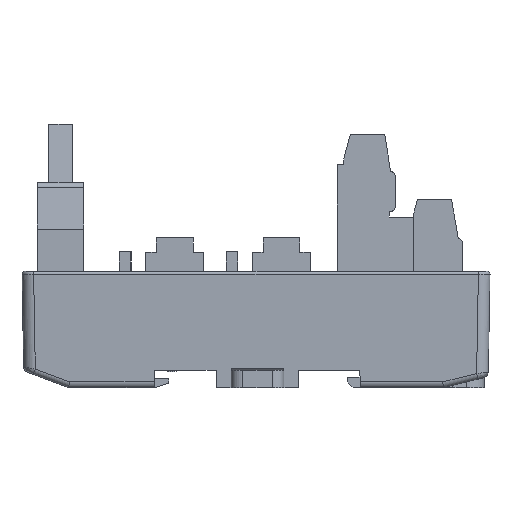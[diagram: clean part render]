
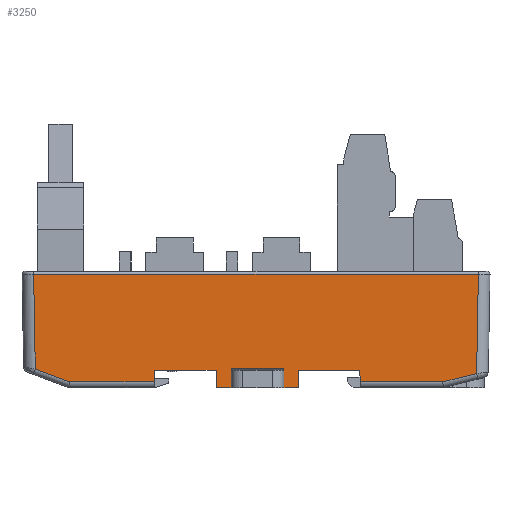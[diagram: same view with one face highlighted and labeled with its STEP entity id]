
A CAD part, left-side view. The second image highlights one B-rep face of the part: STEP entity #3250.
In plain terms, the highlighted planar face has unit normal (-1, 0, -0.018).
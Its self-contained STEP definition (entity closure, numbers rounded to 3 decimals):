
#1962=FACE_OUTER_BOUND('',#6459,.T.);
#3250=ADVANCED_FACE('',(#1962),#4634,.T.);
#4634=PLANE('',#27414);
#6459=EDGE_LOOP('',(#8900,#8901,#8902,#8903,#8904,#8905,#8906,#8907,#8908,
#8909,#8910,#8911,#8912,#8913,#8914,#8915,#8916,#8917));
#8900=ORIENTED_EDGE('',*,*,#18327,.T.);
#8901=ORIENTED_EDGE('',*,*,#18328,.T.);
#8902=ORIENTED_EDGE('',*,*,#18329,.T.);
#8903=ORIENTED_EDGE('',*,*,#18330,.T.);
#8904=ORIENTED_EDGE('',*,*,#18331,.T.);
#8905=ORIENTED_EDGE('',*,*,#18127,.F.);
#8906=ORIENTED_EDGE('',*,*,#18072,.F.);
#8907=ORIENTED_EDGE('',*,*,#18308,.F.);
#8908=ORIENTED_EDGE('',*,*,#18296,.F.);
#8909=ORIENTED_EDGE('',*,*,#18148,.T.);
#8910=ORIENTED_EDGE('',*,*,#18310,.F.);
#8911=ORIENTED_EDGE('',*,*,#18144,.T.);
#8912=ORIENTED_EDGE('',*,*,#18292,.F.);
#8913=ORIENTED_EDGE('',*,*,#18313,.T.);
#8914=ORIENTED_EDGE('',*,*,#18062,.F.);
#8915=ORIENTED_EDGE('',*,*,#18228,.F.);
#8916=ORIENTED_EDGE('',*,*,#18332,.T.);
#8917=ORIENTED_EDGE('',*,*,#18333,.T.);
#15653=VERTEX_POINT('',#36103);
#15654=VERTEX_POINT('',#36105);
#15663=VERTEX_POINT('',#36123);
#15664=VERTEX_POINT('',#36125);
#15716=VERTEX_POINT('',#36235);
#15731=VERTEX_POINT('',#36267);
#15732=VERTEX_POINT('',#36269);
#15734=VERTEX_POINT('',#36275);
#15735=VERTEX_POINT('',#36277);
#15800=VERTEX_POINT('',#36446);
#15842=VERTEX_POINT('',#36575);
#15843=VERTEX_POINT('',#36579);
#15850=VERTEX_POINT('',#36645);
#15851=VERTEX_POINT('',#36646);
#15852=VERTEX_POINT('',#36648);
#15853=VERTEX_POINT('',#36650);
#15854=VERTEX_POINT('',#36652);
#15855=VERTEX_POINT('',#36655);
#18062=EDGE_CURVE('',#15653,#15654,#21610,.T.);
#18072=EDGE_CURVE('',#15663,#15664,#21618,.T.);
#18127=EDGE_CURVE('',#15664,#15716,#21671,.T.);
#18144=EDGE_CURVE('',#15732,#15731,#21686,.T.);
#18148=EDGE_CURVE('',#15735,#15734,#21690,.T.);
#18228=EDGE_CURVE('',#15800,#15653,#21758,.T.);
#18292=EDGE_CURVE('',#15842,#15731,#21813,.T.);
#18296=EDGE_CURVE('',#15735,#15843,#21816,.T.);
#18308=EDGE_CURVE('',#15843,#15663,#21824,.T.);
#18310=EDGE_CURVE('',#15732,#15734,#21826,.T.);
#18313=EDGE_CURVE('',#15842,#15654,#21829,.T.);
#18327=EDGE_CURVE('',#15850,#15851,#21843,.T.);
#18328=EDGE_CURVE('',#15851,#15852,#21844,.T.);
#18329=EDGE_CURVE('',#15852,#15853,#21845,.T.);
#18330=EDGE_CURVE('',#15853,#15854,#21846,.T.);
#18331=EDGE_CURVE('',#15854,#15716,#21847,.T.);
#18332=EDGE_CURVE('',#15800,#15855,#21848,.T.);
#18333=EDGE_CURVE('',#15855,#15850,#21849,.T.);
#21610=LINE('',#36104,#24557);
#21618=LINE('',#36124,#24565);
#21671=LINE('',#36234,#24618);
#21686=LINE('',#36268,#24633);
#21690=LINE('',#36276,#24637);
#21758=LINE('',#36447,#24705);
#21813=LINE('',#36576,#24760);
#21816=LINE('',#36584,#24763);
#21824=LINE('',#36608,#24771);
#21826=LINE('',#36612,#24773);
#21829=LINE('',#36617,#24776);
#21843=LINE('',#36644,#24790);
#21844=LINE('',#36647,#24791);
#21845=LINE('',#36649,#24792);
#21846=LINE('',#36651,#24793);
#21847=LINE('',#36653,#24794);
#21848=LINE('',#36654,#24795);
#21849=LINE('',#36656,#24796);
#24557=VECTOR('',#29250,1.);
#24565=VECTOR('',#29262,1.);
#24618=VECTOR('',#29325,1.);
#24633=VECTOR('',#29346,1.);
#24637=VECTOR('',#29352,1.);
#24705=VECTOR('',#29462,1.);
#24760=VECTOR('',#29581,1.);
#24763=VECTOR('',#29588,1.);
#24771=VECTOR('',#29628,1.);
#24773=VECTOR('',#29634,1.);
#24776=VECTOR('',#29641,1.);
#24790=VECTOR('',#29673,1.);
#24791=VECTOR('',#29674,1.);
#24792=VECTOR('',#29675,1.);
#24793=VECTOR('',#29676,1.);
#24794=VECTOR('',#29677,1.);
#24795=VECTOR('',#29678,1.);
#24796=VECTOR('',#29679,1.);
#27414=AXIS2_PLACEMENT_3D('',#36657,#29680,#29681);
#29250=DIRECTION('',(0.,1.,0.));
#29262=DIRECTION('',(0.,1.,0.));
#29325=DIRECTION('',(0.017,0.,-1.));
#29346=DIRECTION('',(0.017,0.,-1.));
#29352=DIRECTION('',(-0.017,0.,1.));
#29462=DIRECTION('',(-0.017,0.017,1.));
#29581=DIRECTION('',(0.,1.,0.));
#29588=DIRECTION('',(0.,1.,0.));
#29628=DIRECTION('',(-0.017,0.035,0.999));
#29634=DIRECTION('',(0.,1.,0.));
#29641=DIRECTION('',(-0.017,-0.035,0.999));
#29673=DIRECTION('',(-0.017,-0.017,1.));
#29674=DIRECTION('',(0.,1.,0.));
#29675=DIRECTION('',(0.017,-0.017,-1.));
#29676=DIRECTION('',(0.006,-0.936,-0.351));
#29677=DIRECTION('',(0.,-1.,0.));
#29678=DIRECTION('',(0.,-1.,0.));
#29679=DIRECTION('',(-0.004,-0.97,0.243));
#29680=DIRECTION('',(-1.,0.,-0.017));
#29681=DIRECTION('',(-0.017,0.,1.));
#36103=CARTESIAN_POINT('',(-36.015,22.351,-16.491));
#36104=CARTESIAN_POINT('',(-36.015,40.2,-16.491));
#36105=CARTESIAN_POINT('',(-36.015,32.837,-16.491));
#36123=CARTESIAN_POINT('',(-36.015,47.047,-16.491));
#36124=CARTESIAN_POINT('',(-36.015,40.2,-16.491));
#36125=CARTESIAN_POINT('',(-36.015,57.683,-16.491));
#36234=CARTESIAN_POINT('',(-36.312,57.683,0.511));
#36235=CARTESIAN_POINT('',(-35.98,57.683,-18.509));
#36267=CARTESIAN_POINT('',(-35.963,35.392,-19.491));
#36268=CARTESIAN_POINT('',(-36.312,35.392,0.511));
#36269=CARTESIAN_POINT('',(-36.02,35.392,-16.207));
#36275=CARTESIAN_POINT('',(-36.02,44.492,-16.207));
#36276=CARTESIAN_POINT('',(-36.312,44.492,0.511));
#36277=CARTESIAN_POINT('',(-35.963,44.492,-19.491));
#36446=CARTESIAN_POINT('',(-35.98,22.316,-18.509));
#36447=CARTESIAN_POINT('',(-36.031,22.367,-15.613));
#36575=CARTESIAN_POINT('',(-35.963,32.942,-19.491));
#36576=CARTESIAN_POINT('',(-35.963,39.942,-19.491));
#36579=CARTESIAN_POINT('',(-35.963,46.942,-19.491));
#36584=CARTESIAN_POINT('',(-35.963,39.942,-19.491));
#36608=CARTESIAN_POINT('',(-36.308,47.631,0.252));
#36612=CARTESIAN_POINT('',(-36.02,249.387,-16.207));
#36617=CARTESIAN_POINT('',(-35.96,32.948,-19.666));
#36644=CARTESIAN_POINT('',(-36.313,1.99,0.544));
#36645=CARTESIAN_POINT('',(-36.006,2.297,-17.055));
#36646=CARTESIAN_POINT('',(-36.303,2.,0.));
#36647=CARTESIAN_POINT('',(-36.303,40.2,0.));
#36648=CARTESIAN_POINT('',(-36.303,78.401,0.));
#36649=CARTESIAN_POINT('',(-36.301,78.398,-0.155));
#36650=CARTESIAN_POINT('',(-36.019,78.116,-16.301));
#36651=CARTESIAN_POINT('',(-35.837,50.405,-26.692));
#36652=CARTESIAN_POINT('',(-35.98,72.228,-18.509));
#36653=CARTESIAN_POINT('',(-35.98,40.2,-18.509));
#36654=CARTESIAN_POINT('',(-35.98,40.2,-18.509));
#36655=CARTESIAN_POINT('',(-35.98,8.114,-18.509));
#36656=CARTESIAN_POINT('',(-35.868,33.836,-24.939));
#36657=CARTESIAN_POINT('',(-36.312,40.2,0.511));
